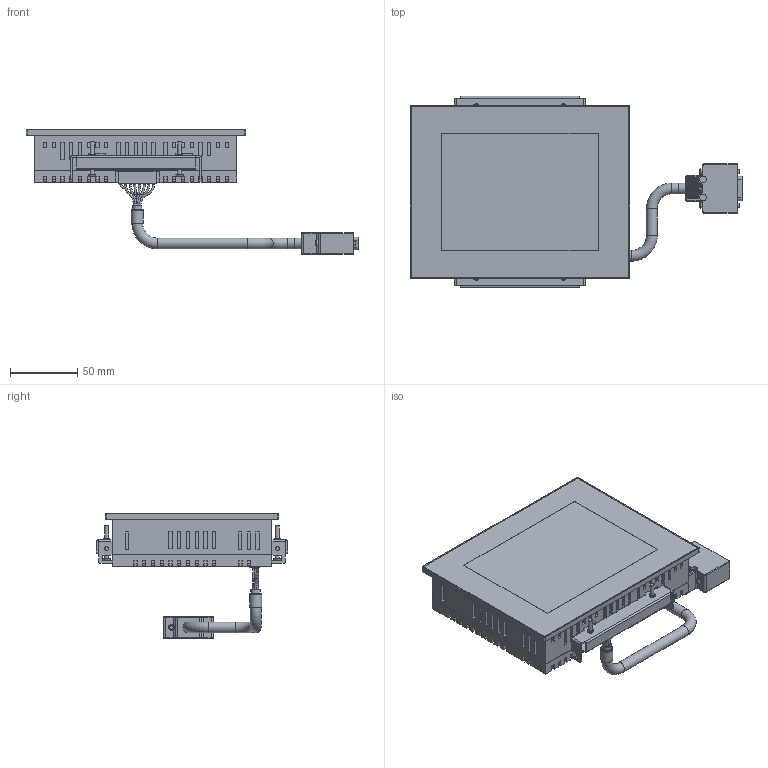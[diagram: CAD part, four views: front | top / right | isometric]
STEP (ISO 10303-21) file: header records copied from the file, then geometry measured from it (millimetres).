
FILE_DESCRIPTION((''),'2;1');
FILE_NAME('Display unit.stp','2018-12-10T10:05:44',('UJ23342'),(''),'Autodesk Inventor 2010','Autodesk Inventor 2010','');
FILE_SCHEMA(('CONFIG_CONTROL_DESIGN'));
Length unit declared in the file: millimetre
Products named in the file (1): Display unit
Bounding box: 246.6 x 142 x 92.4 mm (x, y, z)
Volume: 731966 mm3; surface area: 104247.9 mm2
Topology: 10 solids, 10 shells, 1710 faces, 4360 edges, 2873 vertices
Faces by surface type: plane 1489, cylinder 179, torus 41, bspline 1
Full cylindrical faces by diameter (mm): 1.5 x16, 2 x8, 2.8 x8, 3 x28, 4.5 x7, 5 x4, 5.4 x4, 6 x1, 7 x1, 8 x4, 9 x1
Entity records: 51962 total; most frequent: CARTESIAN_POINT 8903, ORIENTED_EDGE 8440, DIRECTION 8068, EDGE_CURVE 4220, VECTOR 3784, LINE 3784, VERTEX_POINT 2840, AXIS2_PLACEMENT_3D 2142
